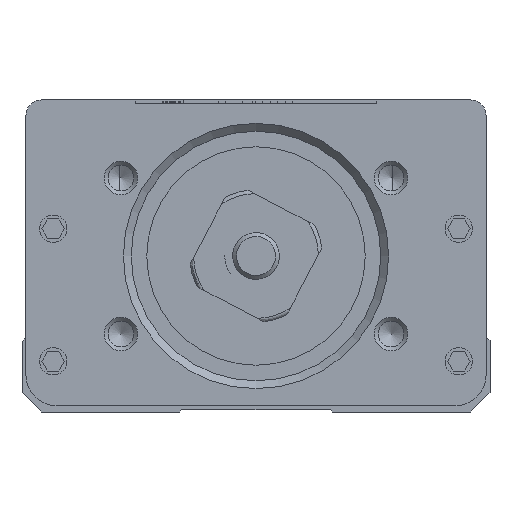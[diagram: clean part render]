
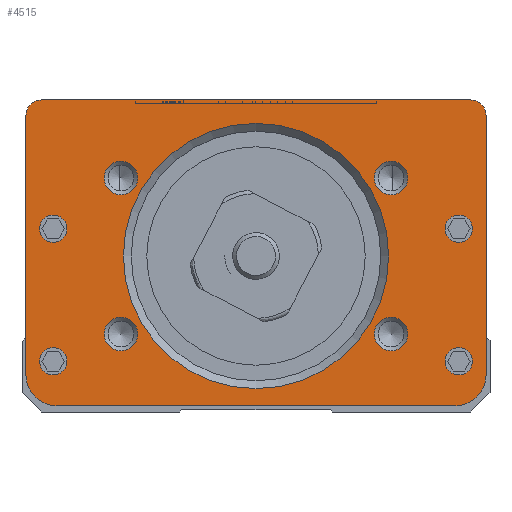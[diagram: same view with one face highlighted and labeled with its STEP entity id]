
A CAD part, front view. The second image highlights one B-rep face of the part: STEP entity #4515.
In plain terms, the highlighted face is planar.
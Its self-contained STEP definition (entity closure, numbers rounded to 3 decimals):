
#1590=LINE('',#24058,#3084);
#1636=LINE('',#24186,#3130);
#1638=LINE('',#24190,#3132);
#1658=LINE('',#24240,#3152);
#3084=VECTOR('',#18993,1.);
#3130=VECTOR('',#19087,1.);
#3132=VECTOR('',#19091,1.);
#3152=VECTOR('',#19137,1.);
#4515=ADVANCED_FACE('',(#6114,#6115,#6116,#6117,#6118,#6119,#6120,#6121,
#6122,#6123),#5448,.F.);
#5448=PLANE('',#17074);
#6114=FACE_BOUND('',#6726,.T.);
#6115=FACE_BOUND('',#6727,.T.);
#6116=FACE_BOUND('',#6728,.T.);
#6117=FACE_BOUND('',#6729,.T.);
#6118=FACE_BOUND('',#6730,.T.);
#6119=FACE_BOUND('',#6731,.T.);
#6120=FACE_BOUND('',#6732,.T.);
#6121=FACE_BOUND('',#6733,.T.);
#6122=FACE_BOUND('',#6734,.T.);
#6123=FACE_BOUND('',#6735,.T.);
#6726=EDGE_LOOP('',(#8437));
#6727=EDGE_LOOP('',(#8438));
#6728=EDGE_LOOP('',(#8439));
#6729=EDGE_LOOP('',(#8440));
#6730=EDGE_LOOP('',(#8441));
#6731=EDGE_LOOP('',(#8442));
#6732=EDGE_LOOP('',(#8443));
#6733=EDGE_LOOP('',(#8444));
#6734=EDGE_LOOP('',(#8445));
#6735=EDGE_LOOP('',(#8446,#8447,#8448,#8449,#8450,#8451,#8452,#8453));
#8437=ORIENTED_EDGE('',*,*,#14339,.T.);
#8438=ORIENTED_EDGE('',*,*,#14340,.T.);
#8439=ORIENTED_EDGE('',*,*,#14341,.T.);
#8440=ORIENTED_EDGE('',*,*,#14342,.T.);
#8441=ORIENTED_EDGE('',*,*,#14343,.T.);
#8442=ORIENTED_EDGE('',*,*,#14344,.T.);
#8443=ORIENTED_EDGE('',*,*,#14345,.T.);
#8444=ORIENTED_EDGE('',*,*,#14346,.T.);
#8445=ORIENTED_EDGE('',*,*,#14347,.T.);
#8446=ORIENTED_EDGE('',*,*,#14322,.F.);
#8447=ORIENTED_EDGE('',*,*,#14276,.F.);
#8448=ORIENTED_EDGE('',*,*,#14297,.F.);
#8449=ORIENTED_EDGE('',*,*,#14337,.F.);
#8450=ORIENTED_EDGE('',*,*,#14232,.F.);
#8451=ORIENTED_EDGE('',*,*,#14336,.F.);
#8452=ORIENTED_EDGE('',*,*,#14295,.F.);
#8453=ORIENTED_EDGE('',*,*,#14284,.F.);
#12620=VERTEX_POINT('',#24057);
#12621=VERTEX_POINT('',#24059);
#12661=VERTEX_POINT('',#24145);
#12662=VERTEX_POINT('',#24147);
#12669=VERTEX_POINT('',#24163);
#12670=VERTEX_POINT('',#24165);
#12675=VERTEX_POINT('',#24178);
#12679=VERTEX_POINT('',#24189);
#12704=VERTEX_POINT('',#24270);
#12705=VERTEX_POINT('',#24272);
#12706=VERTEX_POINT('',#24274);
#12707=VERTEX_POINT('',#24276);
#12708=VERTEX_POINT('',#24278);
#12709=VERTEX_POINT('',#24280);
#12710=VERTEX_POINT('',#24282);
#12711=VERTEX_POINT('',#24284);
#12712=VERTEX_POINT('',#24286);
#14232=EDGE_CURVE('',#12620,#12621,#1590,.T.);
#14276=EDGE_CURVE('',#12661,#12662,#16281,.T.);
#14284=EDGE_CURVE('',#12669,#12670,#16283,.T.);
#14295=EDGE_CURVE('',#12670,#12675,#1636,.T.);
#14297=EDGE_CURVE('',#12679,#12661,#1638,.T.);
#14322=EDGE_CURVE('',#12662,#12669,#1658,.T.);
#14336=EDGE_CURVE('',#12675,#12620,#16294,.T.);
#14337=EDGE_CURVE('',#12621,#12679,#16295,.T.);
#14339=EDGE_CURVE('',#12704,#12704,#16297,.T.);
#14340=EDGE_CURVE('',#12705,#12705,#16298,.T.);
#14341=EDGE_CURVE('',#12706,#12706,#16299,.T.);
#14342=EDGE_CURVE('',#12707,#12707,#16300,.T.);
#14343=EDGE_CURVE('',#12708,#12708,#16301,.T.);
#14344=EDGE_CURVE('',#12709,#12709,#16302,.T.);
#14345=EDGE_CURVE('',#12710,#12710,#16303,.T.);
#14346=EDGE_CURVE('',#12711,#12711,#16304,.T.);
#14347=EDGE_CURVE('',#12712,#12712,#16305,.T.);
#16281=CIRCLE('',#17031,4.);
#16283=CIRCLE('',#17035,4.);
#16294=CIRCLE('',#17059,2.);
#16295=CIRCLE('',#17061,2.);
#16297=CIRCLE('',#17065,2.15);
#16298=CIRCLE('',#17066,2.15);
#16299=CIRCLE('',#17067,2.15);
#16300=CIRCLE('',#17068,2.15);
#16301=CIRCLE('',#17069,17.);
#16302=CIRCLE('',#17070,1.75);
#16303=CIRCLE('',#17071,1.75);
#16304=CIRCLE('',#17072,1.75);
#16305=CIRCLE('',#17073,1.75);
#17031=AXIS2_PLACEMENT_3D('',#24146,#19057,#19058);
#17035=AXIS2_PLACEMENT_3D('',#24164,#19071,#19072);
#17059=AXIS2_PLACEMENT_3D('',#24263,#19160,#19161);
#17061=AXIS2_PLACEMENT_3D('',#24265,#19164,#19165);
#17065=AXIS2_PLACEMENT_3D('',#24269,#19172,#19173);
#17066=AXIS2_PLACEMENT_3D('',#24271,#19174,#19175);
#17067=AXIS2_PLACEMENT_3D('',#24273,#19176,#19177);
#17068=AXIS2_PLACEMENT_3D('',#24275,#19178,#19179);
#17069=AXIS2_PLACEMENT_3D('',#24277,#19180,#19181);
#17070=AXIS2_PLACEMENT_3D('',#24279,#19182,#19183);
#17071=AXIS2_PLACEMENT_3D('',#24281,#19184,#19185);
#17072=AXIS2_PLACEMENT_3D('',#24283,#19186,#19187);
#17073=AXIS2_PLACEMENT_3D('',#24285,#19188,#19189);
#17074=AXIS2_PLACEMENT_3D('',#24287,#19190,#19191);
#18993=DIRECTION('',(1.,0.,0.));
#19057=DIRECTION('',(0.,1.,0.));
#19058=DIRECTION('',(1.,0.,0.));
#19071=DIRECTION('',(0.,1.,0.));
#19072=DIRECTION('',(1.,0.,0.));
#19087=DIRECTION('',(0.,0.,1.));
#19091=DIRECTION('',(0.,0.,-1.));
#19137=DIRECTION('',(-1.,0.,0.));
#19160=DIRECTION('',(0.,1.,0.));
#19161=DIRECTION('',(0.,0.,1.));
#19164=DIRECTION('',(0.,1.,0.));
#19165=DIRECTION('',(0.,0.,1.));
#19172=DIRECTION('',(0.,1.,0.));
#19173=DIRECTION('',(0.,0.,1.));
#19174=DIRECTION('',(0.,1.,0.));
#19175=DIRECTION('',(0.,0.,1.));
#19176=DIRECTION('',(0.,1.,0.));
#19177=DIRECTION('',(0.,0.,1.));
#19178=DIRECTION('',(0.,1.,0.));
#19179=DIRECTION('',(0.,0.,1.));
#19180=DIRECTION('',(0.,1.,0.));
#19181=DIRECTION('',(0.,0.,1.));
#19182=DIRECTION('',(0.,1.,0.));
#19183=DIRECTION('',(0.,0.,1.));
#19184=DIRECTION('',(0.,1.,0.));
#19185=DIRECTION('',(0.,0.,1.));
#19186=DIRECTION('',(0.,1.,0.));
#19187=DIRECTION('',(0.,0.,1.));
#19188=DIRECTION('',(0.,1.,0.));
#19189=DIRECTION('',(0.,0.,1.));
#19190=DIRECTION('',(0.,1.,0.));
#19191=DIRECTION('',(0.,0.,-1.));
#24057=CARTESIAN_POINT('',(-27.5,-130.762,38.));
#24058=CARTESIAN_POINT('',(-25.5,-130.762,38.));
#24059=CARTESIAN_POINT('',(27.5,-130.762,38.));
#24145=CARTESIAN_POINT('',(29.5,-130.762,2.8));
#24146=CARTESIAN_POINT('',(25.5,-130.762,2.8));
#24147=CARTESIAN_POINT('',(25.5,-130.762,-1.2));
#24163=CARTESIAN_POINT('',(-25.5,-130.762,-1.2));
#24164=CARTESIAN_POINT('',(-25.5,-130.762,2.8));
#24165=CARTESIAN_POINT('',(-29.5,-130.762,2.8));
#24178=CARTESIAN_POINT('',(-29.5,-130.762,36.));
#24186=CARTESIAN_POINT('',(-29.5,-130.762,2.8));
#24189=CARTESIAN_POINT('',(29.5,-130.762,36.));
#24190=CARTESIAN_POINT('',(29.5,-130.762,39.));
#24240=CARTESIAN_POINT('',(25.5,-130.762,-1.2));
#24263=CARTESIAN_POINT('',(-27.5,-130.762,36.));
#24265=CARTESIAN_POINT('',(27.5,-130.762,36.));
#24269=CARTESIAN_POINT('',(-17.321,-130.762,28.));
#24270=CARTESIAN_POINT('',(-17.321,-130.762,30.15));
#24271=CARTESIAN_POINT('',(17.321,-130.762,8.));
#24272=CARTESIAN_POINT('',(17.321,-130.762,10.15));
#24273=CARTESIAN_POINT('',(17.321,-130.762,28.));
#24274=CARTESIAN_POINT('',(17.321,-130.762,30.15));
#24275=CARTESIAN_POINT('',(-17.321,-130.762,8.));
#24276=CARTESIAN_POINT('',(-17.321,-130.762,10.15));
#24277=CARTESIAN_POINT('',(0.,-130.762,18.));
#24278=CARTESIAN_POINT('',(0.,-130.762,35.));
#24279=CARTESIAN_POINT('',(-26.,-130.762,21.5));
#24280=CARTESIAN_POINT('',(-26.,-130.762,23.25));
#24281=CARTESIAN_POINT('',(-26.,-130.762,4.5));
#24282=CARTESIAN_POINT('',(-26.,-130.762,6.25));
#24283=CARTESIAN_POINT('',(26.,-130.762,4.5));
#24284=CARTESIAN_POINT('',(26.,-130.762,6.25));
#24285=CARTESIAN_POINT('',(26.,-130.762,21.5));
#24286=CARTESIAN_POINT('',(26.,-130.762,23.25));
#24287=CARTESIAN_POINT('',(-25.5,-130.762,2.8));
